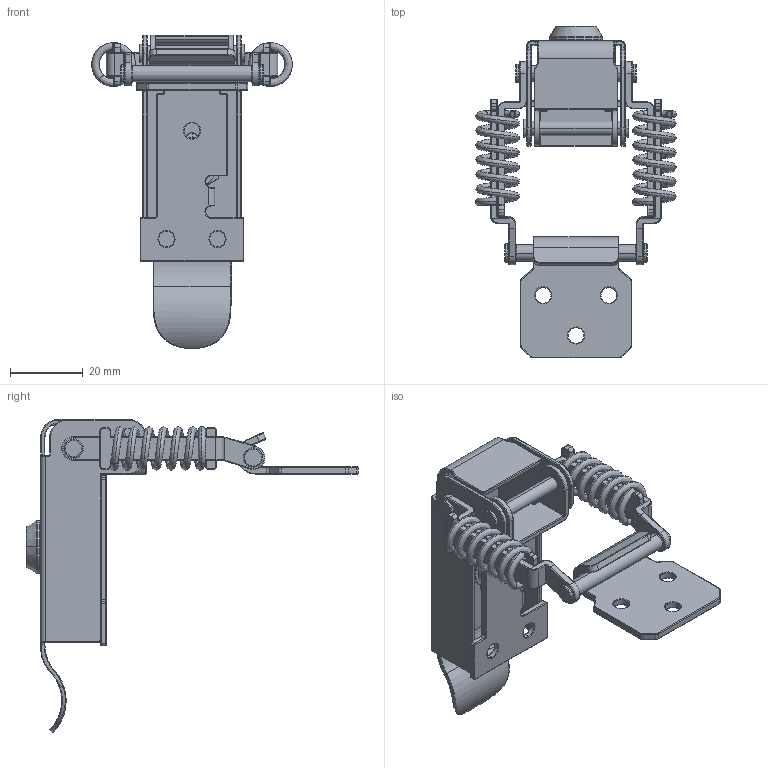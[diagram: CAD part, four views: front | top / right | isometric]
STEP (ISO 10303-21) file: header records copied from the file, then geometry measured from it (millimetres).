
FILE_DESCRIPTION (( 'STEP AP214' ), '1' );
FILE_NAME ('TSL-A211B-1K.STEP', '2023-11-27T08:27:45', ( '' ), ( '' ), 'SwSTEP 2.0', 'SolidWorks 2016', '' );
FILE_SCHEMA (( 'AUTOMOTIVE_DESIGN' ));
Length unit declared in the file: millimetre
Products named in the file (12): 奻釱; 熵瞎; 玅屳; TSL-A211B-1K; ?ｻﾉ; 菁啣; 熵瞎(熵忕); 滖嵞; 熵瞎(M3X4); 熵粻瞎(2); 熵瞎(蹟譫); 熵粻瞎(1)
Assembly tree (12 placements, depth 2):
  TSL-A211B-1K
    菁啣
    玅屳
    熵粻瞎(1)
    熵粻瞎(2)
    ?ｻﾉ  x2
    滖嵞
    奻釱
    熵瞎
    熵瞎(熵忕)
    熵瞎(蹟譫)
    熵瞎(M3X4)
Bounding box: 54.99 x 91.06 x 85.92 mm (x, y, z)
Volume: 17242.7 mm3; surface area: 24681.8 mm2
Topology: 12 solids, 12 shells, 1228 faces, 2802 edges, 1590 vertices
Faces by surface type: cylinder 499, torus 418, plane 207, bspline 66, sphere 34, cone 4
Entity records: 39256 total; most frequent: CARTESIAN_POINT 10959, DIRECTION 6600, ORIENTED_EDGE 5480, AXIS2_PLACEMENT_3D 2823, EDGE_CURVE 2740, CIRCLE 1652, VERTEX_POINT 1566, EDGE_LOOP 1262
